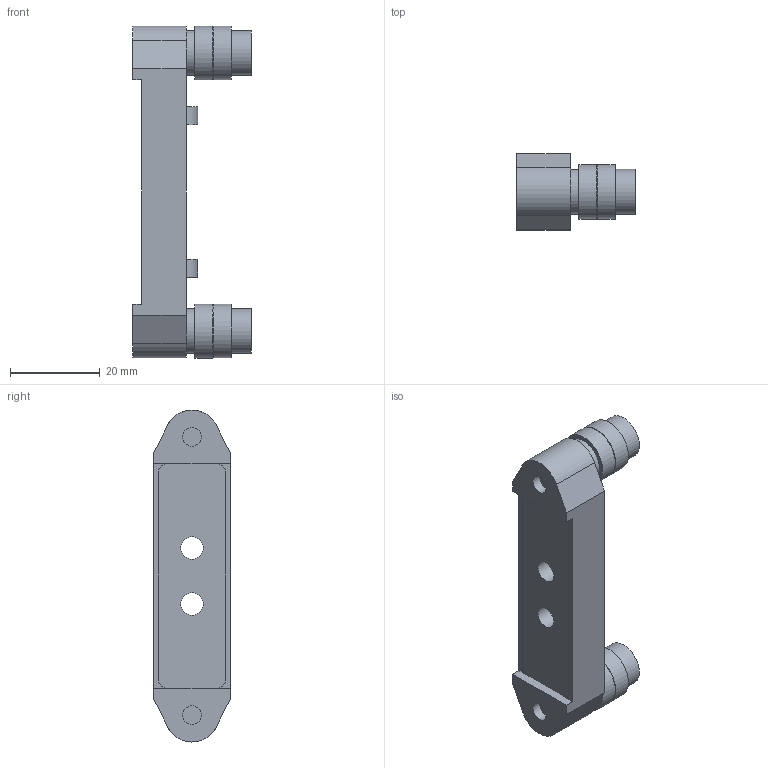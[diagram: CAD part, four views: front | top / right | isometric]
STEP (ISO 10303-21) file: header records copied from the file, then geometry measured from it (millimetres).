
FILE_DESCRIPTION(/* description */ (''),/* implementation_level */ '2;1');
FILE_NAME(/* name */ 'Elevator Block V2.stp',/* time_stamp */ '2025-02-19T23:33:18+08:00',/* author */ ('robpl'),/* organization */ (''),/* preprocessor_version */ 'ST-DEVELOPER v20',/* originating_system */ 'Autodesk Inventor 2024',/* authorisation */ '');
FILE_SCHEMA (('AUTOMOTIVE_DESIGN { 1 0 10303 214 3 1 1 }'));
Length unit declared in the file: millimetre
Products named in the file (8): Elevator Block V2; Elevator Block V2_1; Inside Bearing; Inside Pin; Shoulder Bolt; Outside Bearing; Back Plate; Outside Spacer
Assembly tree (14 placements, depth 2):
  Elevator Block V2
    Elevator Block V2_1
    Inside Bearing  x2
    Inside Pin  x2
    Shoulder Bolt  x2
    Outside Bearing  x4
    Back Plate
    Outside Spacer  x2
Bounding box: 26.5 x 17 x 74 mm (x, y, z)
Volume: 14017.3 mm3; surface area: 12153.6 mm2
Topology: 14 solids, 14 shells, 168 faces, 394 edges, 262 vertices
Faces by surface type: plane 94, cylinder 68, cone 6
Full cylindrical faces by diameter (mm): 4 x4, 4.134 x2, 5 x6, 6 x8, 10 x4, 11 x2, 12 x4
Entity records: 4353 total; most frequent: DIRECTION 744, CARTESIAN_POINT 697, ORIENTED_EDGE 656, EDGE_CURVE 328, AXIS2_PLACEMENT_3D 265, VERTEX_POINT 218, LINE 214, VECTOR 214
